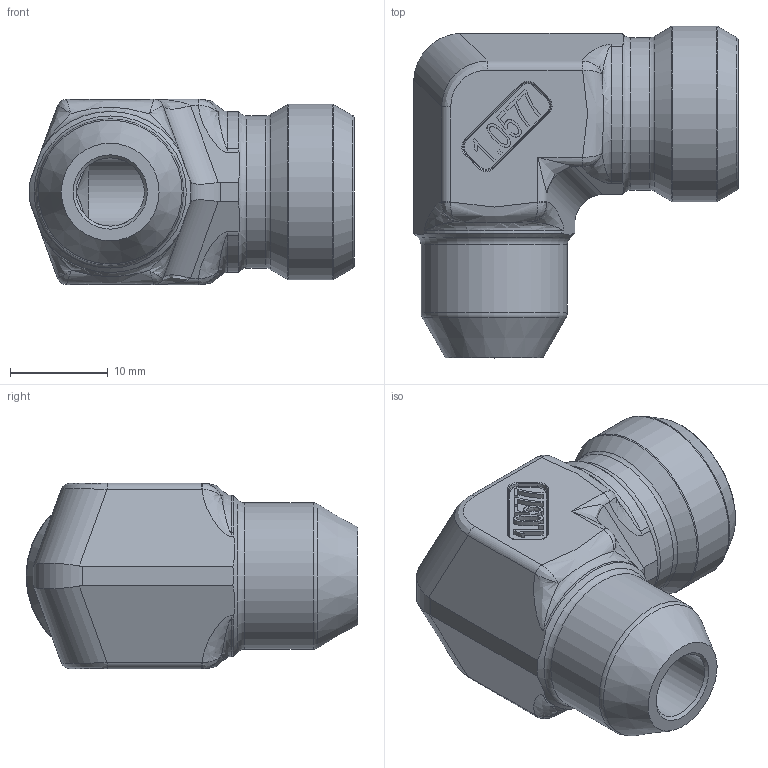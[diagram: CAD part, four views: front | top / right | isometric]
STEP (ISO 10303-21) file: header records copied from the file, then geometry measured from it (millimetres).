
FILE_DESCRIPTION(/* description */ (''),/* implementation_level */ '2;1');
FILE_NAME(/* name */ 'X-WAV10.stp',/* time_stamp */ '2025-01-16T11:43:32+01:00',/* author */ (''),/* organization */ (''),/* preprocessor_version */ 'ST-DEVELOPER v16',/* originating_system */ 'SIEMENS PLM Software NX 10.0',/* authorisation */ '');
FILE_SCHEMA (('AP203_CONFIGURATION_CONTROLLED_3D_DESIGN_OF_MECHANICAL_PARTS_AND_ASSEMBLIES_MIM_LF { 1 0 10303 403 2 1 2}'));
Length unit declared in the file: millimetre
Products named in the file (1): nwer41844EE665uf
Bounding box: 33.25 x 34 x 19 mm (x, y, z)
Volume: 8728.6 mm3; surface area: 4145.6 mm2
Topology: 1 solids, 1 shells, 235 faces, 576 edges, 348 vertices
Faces by surface type: plane 92, cylinder 57, bspline 48, extrusion 17, torus 12, cone 9
Full cylindrical faces by diameter (mm): 7 x2, 10.195 x1, 15 x1, 15.6 x1, 18 x1
Entity records: 8426 total; most frequent: CARTESIAN_POINT 3524, ORIENTED_EDGE 1076, DIRECTION 825, EDGE_CURVE 538, VERTEX_POINT 342, AXIS2_PLACEMENT_3D 319, EDGE_LOOP 272, B_SPLINE_CURVE_WITH_KNOTS 236
